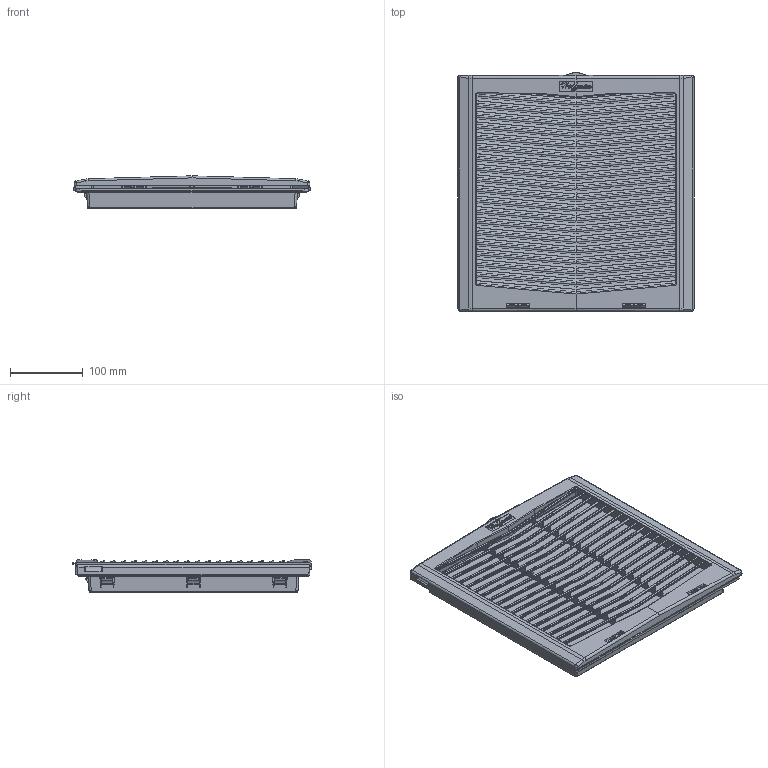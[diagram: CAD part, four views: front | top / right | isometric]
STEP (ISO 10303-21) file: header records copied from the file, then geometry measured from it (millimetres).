
FILE_DESCRIPTION (( 'STEP AP214' ), '1' );
FILE_NAME ('HG13_ExhaustGrille.STEP', '2016-05-03T17:14:32', ( '' ), ( '' ), 'SwSTEP 2.0', 'SolidWorks 2014', '' );
FILE_SCHEMA (( 'AUTOMOTIVE_DESIGN' ));
Length unit declared in the file: millimetre
Products named in the file (7): 89133208; 89124418; HG13_ExhaustGrille; 87780086; 89124454; 89134427; 89133141
Assembly tree (6 placements, depth 3):
  HG13_ExhaustGrille
    89133141
      89124418
      89133208
    89134427
    89124454
    87780086
Bounding box: 325.6 x 328.94 x 44.51 mm (x, y, z)
Volume: 1782054.4 mm3; surface area: 752668.9 mm2
Topology: 5 solids, 5 shells, 4861 faces, 13532 edges, 8221 vertices
Faces by surface type: plane 2026, cylinder 1491, bspline 1187, cone 66, torus 51, sphere 40
Entity records: 172997 total; most frequent: CARTESIAN_POINT 63877, ORIENTED_EDGE 26896, DIRECTION 17544, EDGE_CURVE 13448, LINE 8228, VECTOR 8228, VERTEX_POINT 8221, EDGE_LOOP 4955
